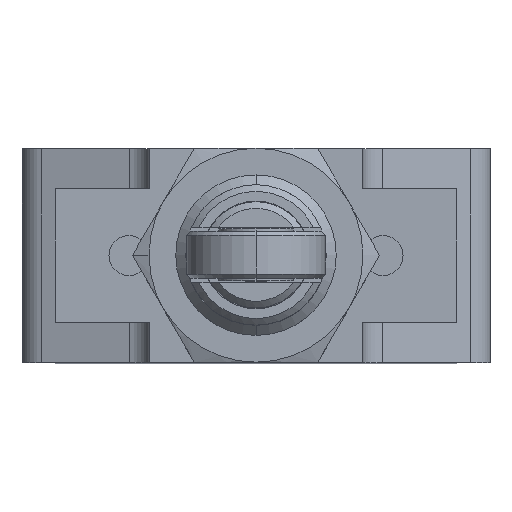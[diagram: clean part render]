
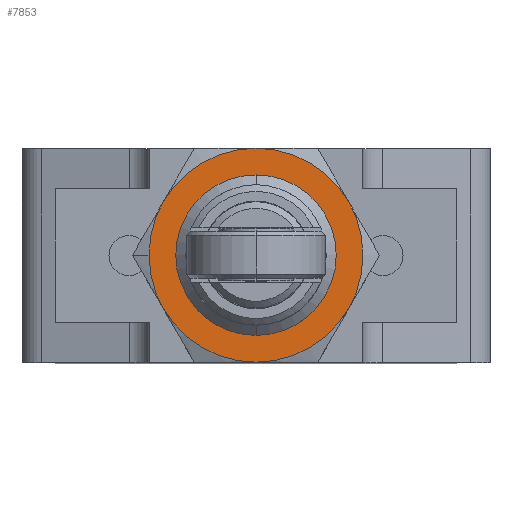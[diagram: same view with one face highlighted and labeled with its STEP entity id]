
A CAD part, top view. The second image highlights one B-rep face of the part: STEP entity #7853.
In plain terms, the highlighted planar face has unit normal (0, 0, 1).
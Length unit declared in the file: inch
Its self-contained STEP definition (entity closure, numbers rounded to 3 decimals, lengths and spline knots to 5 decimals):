
#238 = CIRCLE ( 'NONE', #4461, 0.31496 ) ;
#549 = DIRECTION ( 'NONE',  ( -1., 0., 0. ) ) ;
#952 = CARTESIAN_POINT ( 'NONE',  ( 0.27276, -0.15748, 0.99213 ) ) ;
#1154 = CARTESIAN_POINT ( 'NONE',  ( 0.23622, -0.31496, 0.99213 ) ) ;
#1484 = EDGE_CURVE ( 'NONE', #9098, #7951, #8763, .T. ) ;
#1672 = CARTESIAN_POINT ( 'NONE',  ( 0.27276, -0.47244, 0.99213 ) ) ;
#1859 = EDGE_LOOP ( 'NONE', ( #7542, #9350 ) ) ;
#1922 = CARTESIAN_POINT ( 'NONE',  ( -0.27276, -0.47244, 0.99213 ) ) ;
#2012 = AXIS2_PLACEMENT_3D ( 'NONE', #2668, #2624, #2591 ) ;
#2102 = AXIS2_PLACEMENT_3D ( 'NONE', #3358, #5131, #4180 ) ;
#2394 = CIRCLE ( 'NONE', #6787, 0.31496 ) ;
#2450 = AXIS2_PLACEMENT_3D ( 'NONE', #11287, #3384, #5916 ) ;
#2454 = ORIENTED_EDGE ( 'NONE', *, *, #7257, .T. ) ;
#2523 = DIRECTION ( 'NONE',  ( 0., 0., 1. ) ) ;
#2591 = DIRECTION ( 'NONE',  ( -1., 0., 0. ) ) ;
#2624 = DIRECTION ( 'NONE',  ( 0., 0., -1. ) ) ;
#2633 = EDGE_LOOP ( 'NONE', ( #4933, #6019, #2454, #9117, #10698, #3332, #9753 ) ) ;
#2668 = CARTESIAN_POINT ( 'NONE',  ( 0., -0.31496, 0.99213 ) ) ;
#2774 = VERTEX_POINT ( 'NONE', #10954 ) ;
#2951 = CIRCLE ( 'NONE', #5313, 0.31496 ) ;
#2953 = CARTESIAN_POINT ( 'NONE',  ( 0., 0., 0.99213 ) ) ;
#3332 = ORIENTED_EDGE ( 'NONE', *, *, #10307, .T. ) ;
#3358 = CARTESIAN_POINT ( 'NONE',  ( 0., -0.31496, 0.99213 ) ) ;
#3384 = DIRECTION ( 'NONE',  ( 0., 0., 1. ) ) ;
#3396 = CARTESIAN_POINT ( 'NONE',  ( 0., -0.31496, 0.99213 ) ) ;
#3400 = CARTESIAN_POINT ( 'NONE',  ( 0., -0.62992, 0.99213 ) ) ;
#3468 = DIRECTION ( 'NONE',  ( -1., 0., 0. ) ) ;
#3494 = AXIS2_PLACEMENT_3D ( 'NONE', #8741, #10423, #3468 ) ;
#3693 = DIRECTION ( 'NONE',  ( -1., 0., 0. ) ) ;
#4180 = DIRECTION ( 'NONE',  ( 1., 0., 0. ) ) ;
#4288 = VERTEX_POINT ( 'NONE', #9413 ) ;
#4461 = AXIS2_PLACEMENT_3D ( 'NONE', #9918, #8989, #3693 ) ;
#4553 = DIRECTION ( 'NONE',  ( 0., 0., 1. ) ) ;
#4791 = AXIS2_PLACEMENT_3D ( 'NONE', #5983, #2523, #11121 ) ;
#4878 = DIRECTION ( 'NONE',  ( 0., 0., 1. ) ) ;
#4933 = ORIENTED_EDGE ( 'NONE', *, *, #1484, .T. ) ;
#5023 = FACE_OUTER_BOUND ( 'NONE', #2633, .T. ) ;
#5131 = DIRECTION ( 'NONE',  ( 0., 0., 1. ) ) ;
#5313 = AXIS2_PLACEMENT_3D ( 'NONE', #7027, #6058, #9693 ) ;
#5718 = AXIS2_PLACEMENT_3D ( 'NONE', #3396, #9521, #9370 ) ;
#5838 = CIRCLE ( 'NONE', #4791, 0.31496 ) ;
#5885 = EDGE_CURVE ( 'NONE', #7292, #4288, #9577, .T. ) ;
#5916 = DIRECTION ( 'NONE',  ( -1., 0., 0. ) ) ;
#5983 = CARTESIAN_POINT ( 'NONE',  ( 0., -0.31496, 0.99213 ) ) ;
#6019 = ORIENTED_EDGE ( 'NONE', *, *, #6365, .T. ) ;
#6058 = DIRECTION ( 'NONE',  ( 0., 0., 1. ) ) ;
#6155 = CIRCLE ( 'NONE', #2450, 0.31496 ) ;
#6365 = EDGE_CURVE ( 'NONE', #7951, #8121, #2951, .T. ) ;
#6378 = CIRCLE ( 'NONE', #5718, 0.23622 ) ;
#6787 = AXIS2_PLACEMENT_3D ( 'NONE', #7222, #4553, #8885 ) ;
#6824 = EDGE_CURVE ( 'NONE', #7091, #9098, #5838, .T. ) ;
#7027 = CARTESIAN_POINT ( 'NONE',  ( 0., -0.31496, 0.99213 ) ) ;
#7091 = VERTEX_POINT ( 'NONE', #3400 ) ;
#7222 = CARTESIAN_POINT ( 'NONE',  ( 0., -0.31496, 0.99213 ) ) ;
#7257 = EDGE_CURVE ( 'NONE', #8121, #2774, #2394, .T. ) ;
#7292 = VERTEX_POINT ( 'NONE', #1154 ) ;
#7365 = CARTESIAN_POINT ( 'NONE',  ( -0.31496, -0.31496, 0.99213 ) ) ;
#7542 = ORIENTED_EDGE ( 'NONE', *, *, #10075, .T. ) ;
#7853 = ADVANCED_FACE ( 'NONE', ( #9273, #5023 ), #8640, .T. ) ;
#7951 = VERTEX_POINT ( 'NONE', #952 ) ;
#7987 = EDGE_CURVE ( 'NONE', #2774, #9353, #238, .T. ) ;
#8121 = VERTEX_POINT ( 'NONE', #2953 ) ;
#8376 = CARTESIAN_POINT ( 'NONE',  ( 0., -0.31496, 0.99213 ) ) ;
#8640 = PLANE ( 'NONE',  #2102 ) ;
#8741 = CARTESIAN_POINT ( 'NONE',  ( 0., -0.31496, 0.99213 ) ) ;
#8763 = CIRCLE ( 'NONE', #3494, 0.31496 ) ;
#8778 = AXIS2_PLACEMENT_3D ( 'NONE', #8376, #4878, #549 ) ;
#8796 = CIRCLE ( 'NONE', #8778, 0.31496 ) ;
#8885 = DIRECTION ( 'NONE',  ( 0., 1., 0. ) ) ;
#8989 = DIRECTION ( 'NONE',  ( 0., 0., 1. ) ) ;
#9098 = VERTEX_POINT ( 'NONE', #1672 ) ;
#9117 = ORIENTED_EDGE ( 'NONE', *, *, #7987, .T. ) ;
#9223 = VERTEX_POINT ( 'NONE', #1922 ) ;
#9273 = FACE_BOUND ( 'NONE', #1859, .T. ) ;
#9350 = ORIENTED_EDGE ( 'NONE', *, *, #5885, .T. ) ;
#9353 = VERTEX_POINT ( 'NONE', #7365 ) ;
#9370 = DIRECTION ( 'NONE',  ( -1., 0., 0. ) ) ;
#9413 = CARTESIAN_POINT ( 'NONE',  ( -0.23622, -0.31496, 0.99213 ) ) ;
#9521 = DIRECTION ( 'NONE',  ( 0., 0., -1. ) ) ;
#9577 = CIRCLE ( 'NONE', #2012, 0.23622 ) ;
#9693 = DIRECTION ( 'NONE',  ( 0., 1., 0. ) ) ;
#9753 = ORIENTED_EDGE ( 'NONE', *, *, #6824, .T. ) ;
#9918 = CARTESIAN_POINT ( 'NONE',  ( 0., -0.31496, 0.99213 ) ) ;
#10075 = EDGE_CURVE ( 'NONE', #4288, #7292, #6378, .T. ) ;
#10307 = EDGE_CURVE ( 'NONE', #9223, #7091, #8796, .T. ) ;
#10423 = DIRECTION ( 'NONE',  ( 0., 0., 1. ) ) ;
#10464 = EDGE_CURVE ( 'NONE', #9353, #9223, #6155, .T. ) ;
#10698 = ORIENTED_EDGE ( 'NONE', *, *, #10464, .T. ) ;
#10954 = CARTESIAN_POINT ( 'NONE',  ( -0.27276, -0.15748, 0.99213 ) ) ;
#11121 = DIRECTION ( 'NONE',  ( -1., 0., 0. ) ) ;
#11287 = CARTESIAN_POINT ( 'NONE',  ( 0., -0.31496, 0.99213 ) ) ;
